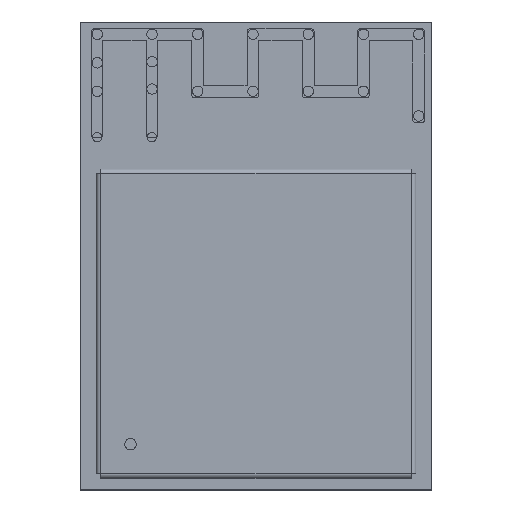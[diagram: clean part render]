
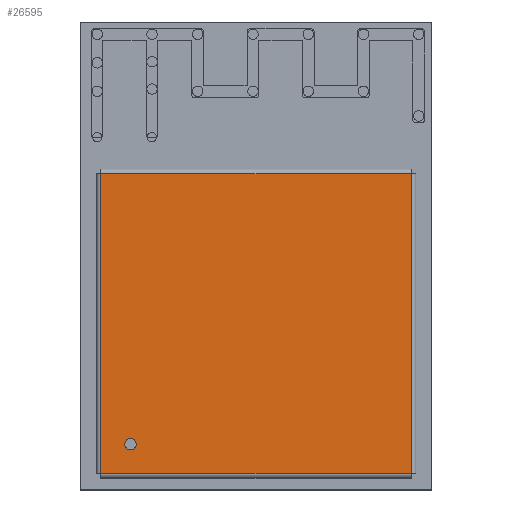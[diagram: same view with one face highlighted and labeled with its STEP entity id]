
A CAD part, top view. The second image highlights one B-rep face of the part: STEP entity #26595.
In plain terms, the highlighted face is planar.
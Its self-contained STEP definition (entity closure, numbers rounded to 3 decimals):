
#253 = PLANE ( 'NONE',  #2313 ) ;
#639 = DIRECTION ( 'NONE',  ( 0., 0., -1. ) ) ;
#2313 = AXIS2_PLACEMENT_3D ( 'NONE', #16566, #54716, #32339 ) ;
#4276 = CIRCLE ( 'NONE', #56332, 0.25 ) ;
#7161 = VECTOR ( 'NONE', #639, 1000. ) ;
#9522 = CARTESIAN_POINT ( 'NONE',  ( 1.5, 1.6, -12.5 ) ) ;
#10246 = CARTESIAN_POINT ( 'NONE',  ( 13.35, 1.6, 0. ) ) ;
#10992 = EDGE_LOOP ( 'NONE', ( #49288, #41206, #72617, #22536 ) ) ;
#13653 = EDGE_CURVE ( 'NONE', #57780, #73646, #34870, .T. ) ;
#16566 = CARTESIAN_POINT ( 'NONE',  ( 0., 1.6, 0. ) ) ;
#20553 = CARTESIAN_POINT ( 'NONE',  ( 1.5, 1.6, -12.25 ) ) ;
#22536 = ORIENTED_EDGE ( 'NONE', *, *, #34631, .F. ) ;
#23699 = DIRECTION ( 'NONE',  ( 0., 0., 1. ) ) ;
#24544 = DIRECTION ( 'NONE',  ( 0., 0., 1. ) ) ;
#24930 = CARTESIAN_POINT ( 'NONE',  ( 13.35, 1.6, -0.2 ) ) ;
#26149 = LINE ( 'NONE', #56122, #54216 ) ;
#26595 = ADVANCED_FACE ( 'NONE', ( #63320, #31320 ), #253, .F. ) ;
#28398 = AXIS2_PLACEMENT_3D ( 'NONE', #68949, #45038, #23699 ) ;
#31320 = FACE_BOUND ( 'NONE', #67150, .T. ) ;
#32339 = DIRECTION ( 'NONE',  ( 0., 0., -1. ) ) ;
#34631 = EDGE_CURVE ( 'NONE', #96175, #57780, #48909, .T. ) ;
#34870 = LINE ( 'NONE', #65876, #73884 ) ;
#36866 = ORIENTED_EDGE ( 'NONE', *, *, #75807, .T. ) ;
#40568 = DIRECTION ( 'NONE',  ( 0., -1., 0. ) ) ;
#41045 = DIRECTION ( 'NONE',  ( 0., 0., 1. ) ) ;
#41206 = ORIENTED_EDGE ( 'NONE', *, *, #46329, .F. ) ;
#41926 = VECTOR ( 'NONE', #24544, 1000. ) ;
#45038 = DIRECTION ( 'NONE',  ( 0., -1., 0. ) ) ;
#46329 = EDGE_CURVE ( 'NONE', #73646, #100240, #93180, .T. ) ;
#48909 = LINE ( 'NONE', #10246, #41926 ) ;
#49288 = ORIENTED_EDGE ( 'NONE', *, *, #62078, .F. ) ;
#50011 = DIRECTION ( 'NONE',  ( 1., 0., 0. ) ) ;
#50628 = CARTESIAN_POINT ( 'NONE',  ( 0.2, 1.6, -13.8 ) ) ;
#54216 = VECTOR ( 'NONE', #50011, 1000. ) ;
#54716 = DIRECTION ( 'NONE',  ( 0., -1., 0. ) ) ;
#56122 = CARTESIAN_POINT ( 'NONE',  ( 0., 1.6, -13.8 ) ) ;
#56332 = AXIS2_PLACEMENT_3D ( 'NONE', #9522, #40568, #41045 ) ;
#56727 = CARTESIAN_POINT ( 'NONE',  ( 1.5, 1.6, -12.75 ) ) ;
#57780 = VERTEX_POINT ( 'NONE', #24930 ) ;
#58238 = DIRECTION ( 'NONE',  ( -1., 0., 0. ) ) ;
#61204 = CARTESIAN_POINT ( 'NONE',  ( 0.2, 1.6, 0. ) ) ;
#61941 = CARTESIAN_POINT ( 'NONE',  ( 0.2, 1.6, -0.2 ) ) ;
#62036 = CARTESIAN_POINT ( 'NONE',  ( 13.35, 1.6, -13.8 ) ) ;
#62078 = EDGE_CURVE ( 'NONE', #100240, #96175, #26149, .T. ) ;
#63016 = VERTEX_POINT ( 'NONE', #56727 ) ;
#63320 = FACE_OUTER_BOUND ( 'NONE', #10992, .T. ) ;
#63860 = ORIENTED_EDGE ( 'NONE', *, *, #73787, .T. ) ;
#65876 = CARTESIAN_POINT ( 'NONE',  ( 0., 1.6, -0.2 ) ) ;
#67150 = EDGE_LOOP ( 'NONE', ( #36866, #63860 ) ) ;
#68949 = CARTESIAN_POINT ( 'NONE',  ( 1.5, 1.6, -12.5 ) ) ;
#72617 = ORIENTED_EDGE ( 'NONE', *, *, #13653, .F. ) ;
#73646 = VERTEX_POINT ( 'NONE', #61941 ) ;
#73787 = EDGE_CURVE ( 'NONE', #63016, #87457, #91622, .T. ) ;
#73884 = VECTOR ( 'NONE', #58238, 1000. ) ;
#75807 = EDGE_CURVE ( 'NONE', #87457, #63016, #4276, .T. ) ;
#87457 = VERTEX_POINT ( 'NONE', #20553 ) ;
#91622 = CIRCLE ( 'NONE', #28398, 0.25 ) ;
#93180 = LINE ( 'NONE', #61204, #7161 ) ;
#96175 = VERTEX_POINT ( 'NONE', #62036 ) ;
#100240 = VERTEX_POINT ( 'NONE', #50628 ) ;
